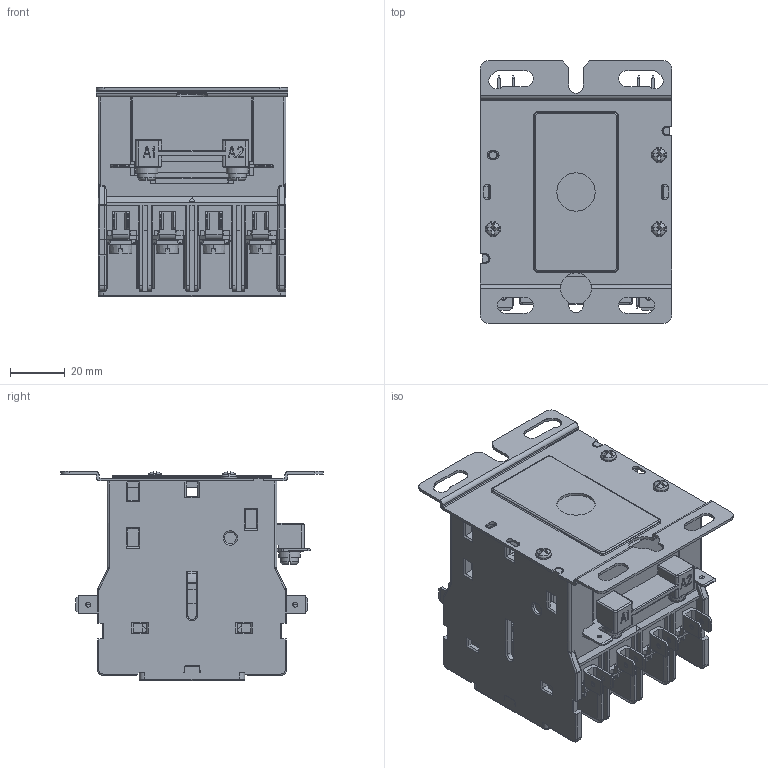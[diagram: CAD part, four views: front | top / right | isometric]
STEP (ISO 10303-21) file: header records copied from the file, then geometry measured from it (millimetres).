
FILE_DESCRIPTION((''),'2;1');
FILE_NAME('EX9CKT20-40S-4P','2017-02-13T',('2214'),(''),'PRO/ENGINEER BY PARAMETRIC TECHNOLOGY CORPORATION, 2011080','PRO/ENGINEER BY PARAMETRIC TECHNOLOGY CORPORATION, 2011080','');
FILE_SCHEMA(('CONFIG_CONTROL_DESIGN','SHAPE_APPEARANCE_LAYERS_GROUPS'));
Products named in the file (1): EX9CKT20-40S-4P
Bounding box: 70 x 95.8 x 76.4 mm (x, y, z)
Volume: 118867.3 mm3; surface area: 112529.5 mm2
Topology: 7 solids, 47 shells, 4502 faces, 12191 edges, 7567 vertices
Faces by surface type: plane 2613, cylinder 1284, torus 213, cone 176, sphere 153, bspline 63
Entity records: 143739 total; most frequent: CARTESIAN_POINT 30443, ORIENTED_EDGE 23906, DIRECTION 23396, EDGE_CURVE 12006, VECTOR 8244, LINE 8244, AXIS2_PLACEMENT_3D 7576, VERTEX_POINT 7567
